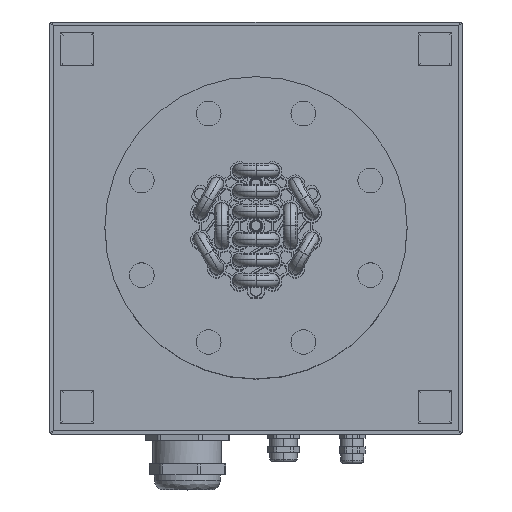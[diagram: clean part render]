
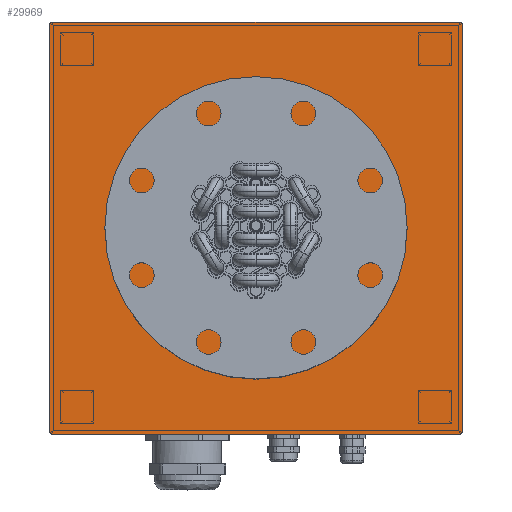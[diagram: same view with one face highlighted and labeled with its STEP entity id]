
A CAD part, top view. The second image highlights one B-rep face of the part: STEP entity #29969.
In plain terms, the highlighted face is planar.
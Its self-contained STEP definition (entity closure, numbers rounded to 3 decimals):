
#252 = FACE_OUTER_BOUND ( 'NONE', #13051, .T. ) ;
#738 = CARTESIAN_POINT ( 'NONE',  ( 148., 148., -4. ) ) ;
#762 = VERTEX_POINT ( 'NONE', #45641 ) ;
#1003 = ORIENTED_EDGE ( 'NONE', *, *, #42062, .F. ) ;
#2155 = ORIENTED_EDGE ( 'NONE', *, *, #40262, .T. ) ;
#2870 = VECTOR ( 'NONE', #41649, 1000. ) ;
#3084 = CIRCLE ( 'NONE', #20760, 58.15 ) ;
#3225 = VERTEX_POINT ( 'NONE', #22099 ) ;
#4654 = CARTESIAN_POINT ( 'NONE',  ( -58.15, 0., -4. ) ) ;
#5380 = DIRECTION ( 'NONE',  ( 0., 0., 1. ) ) ;
#5435 = DIRECTION ( 'NONE',  ( 0., 0., 1. ) ) ;
#5756 = ORIENTED_EDGE ( 'NONE', *, *, #38857, .F. ) ;
#6109 = EDGE_CURVE ( 'NONE', #11825, #25199, #19917, .T. ) ;
#7190 = CARTESIAN_POINT ( 'NONE',  ( -148., -150., -4. ) ) ;
#8247 = LINE ( 'NONE', #14512, #39133 ) ;
#9306 = CARTESIAN_POINT ( 'NONE',  ( 148., -148., -4. ) ) ;
#9692 = ORIENTED_EDGE ( 'NONE', *, *, #16853, .F. ) ;
#9800 = VERTEX_POINT ( 'NONE', #19675 ) ;
#9925 = VECTOR ( 'NONE', #36776, 1000. ) ;
#10733 = LINE ( 'NONE', #30839, #2870 ) ;
#10816 = DIRECTION ( 'NONE',  ( 1., 0., 0. ) ) ;
#11362 = AXIS2_PLACEMENT_3D ( 'NONE', #40965, #5435, #19536 ) ;
#11410 = DIRECTION ( 'NONE',  ( 0., -1., 0. ) ) ;
#11522 = VECTOR ( 'NONE', #11410, 1000. ) ;
#11703 = VERTEX_POINT ( 'NONE', #37374 ) ;
#11825 = VERTEX_POINT ( 'NONE', #14480 ) ;
#12530 = EDGE_CURVE ( 'NONE', #3225, #34973, #3084, .T. ) ;
#12542 = CARTESIAN_POINT ( 'NONE',  ( -148., 150., -4. ) ) ;
#13051 = EDGE_LOOP ( 'NONE', ( #33514, #29625, #5756, #15236, #1003, #32129, #9692, #21620 ) ) ;
#14474 = ORIENTED_EDGE ( 'NONE', *, *, #12530, .T. ) ;
#14480 = CARTESIAN_POINT ( 'NONE',  ( 148., 150., -4. ) ) ;
#14512 = CARTESIAN_POINT ( 'NONE',  ( -148., -150., -4. ) ) ;
#14586 = PLANE ( 'NONE',  #22589 ) ;
#15236 = ORIENTED_EDGE ( 'NONE', *, *, #16687, .F. ) ;
#15399 = CARTESIAN_POINT ( 'NONE',  ( -148., 150., -4. ) ) ;
#15894 = CARTESIAN_POINT ( 'NONE',  ( -148., 148., -4. ) ) ;
#16687 = EDGE_CURVE ( 'NONE', #40070, #762, #8247, .T. ) ;
#16853 = EDGE_CURVE ( 'NONE', #25199, #22961, #25929, .T. ) ;
#18542 = CIRCLE ( 'NONE', #44336, 2. ) ;
#18570 = CIRCLE ( 'NONE', #25968, 58.15 ) ;
#18784 = CARTESIAN_POINT ( 'NONE',  ( -150., 148., -4. ) ) ;
#19229 = AXIS2_PLACEMENT_3D ( 'NONE', #738, #32835, #39284 ) ;
#19481 = DIRECTION ( 'NONE',  ( 1., 0., 0. ) ) ;
#19536 = DIRECTION ( 'NONE',  ( 1., 0., 0. ) ) ;
#19675 = CARTESIAN_POINT ( 'NONE',  ( -150., -148., -4. ) ) ;
#19917 = LINE ( 'NONE', #12542, #9925 ) ;
#20599 = DIRECTION ( 'NONE',  ( -1., 0., 0. ) ) ;
#20760 = AXIS2_PLACEMENT_3D ( 'NONE', #28675, #24097, #25000 ) ;
#21620 = ORIENTED_EDGE ( 'NONE', *, *, #6109, .F. ) ;
#22099 = CARTESIAN_POINT ( 'NONE',  ( 58.15, 0., -4. ) ) ;
#22124 = CARTESIAN_POINT ( 'NONE',  ( 0., 0., -4. ) ) ;
#22481 = LINE ( 'NONE', #18784, #11522 ) ;
#22589 = AXIS2_PLACEMENT_3D ( 'NONE', #45484, #42244, #20599 ) ;
#22961 = VERTEX_POINT ( 'NONE', #44558 ) ;
#24097 = DIRECTION ( 'NONE',  ( 0., 0., 1. ) ) ;
#25000 = DIRECTION ( 'NONE',  ( 1., 0., 0. ) ) ;
#25199 = VERTEX_POINT ( 'NONE', #15399 ) ;
#25205 = AXIS2_PLACEMENT_3D ( 'NONE', #15894, #26522, #26281 ) ;
#25342 = CARTESIAN_POINT ( 'NONE',  ( 150., 148., -4. ) ) ;
#25929 = CIRCLE ( 'NONE', #25205, 2. ) ;
#25968 = AXIS2_PLACEMENT_3D ( 'NONE', #22124, #29044, #32970 ) ;
#26281 = DIRECTION ( 'NONE',  ( 1., 0., 0. ) ) ;
#26522 = DIRECTION ( 'NONE',  ( 0., 0., 1. ) ) ;
#26873 = CIRCLE ( 'NONE', #11362, 2. ) ;
#28675 = CARTESIAN_POINT ( 'NONE',  ( 0., 0., -4. ) ) ;
#29044 = DIRECTION ( 'NONE',  ( 0., 0., 1. ) ) ;
#29625 = ORIENTED_EDGE ( 'NONE', *, *, #33224, .F. ) ;
#29969 = ADVANCED_FACE ( 'NONE', ( #39258, #252 ), #14586, .T. ) ;
#30839 = CARTESIAN_POINT ( 'NONE',  ( 150., 148., -4. ) ) ;
#32129 = ORIENTED_EDGE ( 'NONE', *, *, #43415, .F. ) ;
#32835 = DIRECTION ( 'NONE',  ( 0., 0., 1. ) ) ;
#32970 = DIRECTION ( 'NONE',  ( 1., 0., 0. ) ) ;
#33224 = EDGE_CURVE ( 'NONE', #11703, #34167, #10733, .T. ) ;
#33514 = ORIENTED_EDGE ( 'NONE', *, *, #34988, .F. ) ;
#34167 = VERTEX_POINT ( 'NONE', #25342 ) ;
#34973 = VERTEX_POINT ( 'NONE', #4654 ) ;
#34988 = EDGE_CURVE ( 'NONE', #34167, #11825, #42760, .T. ) ;
#36776 = DIRECTION ( 'NONE',  ( -1., 0., 0. ) ) ;
#37374 = CARTESIAN_POINT ( 'NONE',  ( 150., -148., -4. ) ) ;
#38857 = EDGE_CURVE ( 'NONE', #762, #11703, #18542, .T. ) ;
#39133 = VECTOR ( 'NONE', #10816, 1000. ) ;
#39258 = FACE_BOUND ( 'NONE', #40363, .T. ) ;
#39284 = DIRECTION ( 'NONE',  ( -1., 0., 0. ) ) ;
#40070 = VERTEX_POINT ( 'NONE', #7190 ) ;
#40262 = EDGE_CURVE ( 'NONE', #34973, #3225, #18570, .T. ) ;
#40363 = EDGE_LOOP ( 'NONE', ( #14474, #2155 ) ) ;
#40965 = CARTESIAN_POINT ( 'NONE',  ( -148., -148., -4. ) ) ;
#41649 = DIRECTION ( 'NONE',  ( 0., 1., 0. ) ) ;
#42062 = EDGE_CURVE ( 'NONE', #9800, #40070, #26873, .T. ) ;
#42244 = DIRECTION ( 'NONE',  ( 0., 0., -1. ) ) ;
#42760 = CIRCLE ( 'NONE', #19229, 2. ) ;
#43415 = EDGE_CURVE ( 'NONE', #22961, #9800, #22481, .T. ) ;
#44336 = AXIS2_PLACEMENT_3D ( 'NONE', #9306, #5380, #19481 ) ;
#44558 = CARTESIAN_POINT ( 'NONE',  ( -150., 148., -4. ) ) ;
#45484 = CARTESIAN_POINT ( 'NONE',  ( 148., 148., -4. ) ) ;
#45641 = CARTESIAN_POINT ( 'NONE',  ( 148., -150., -4. ) ) ;
